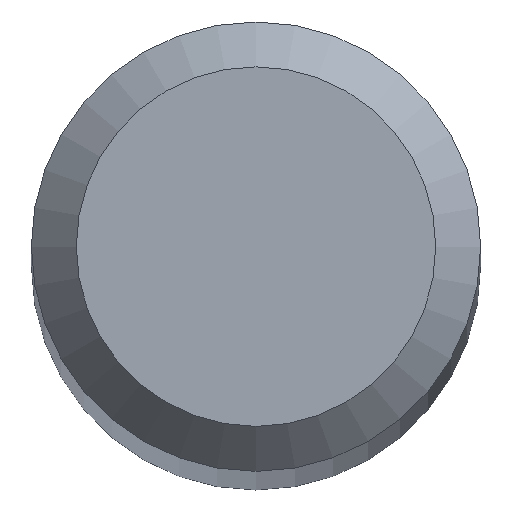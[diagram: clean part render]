
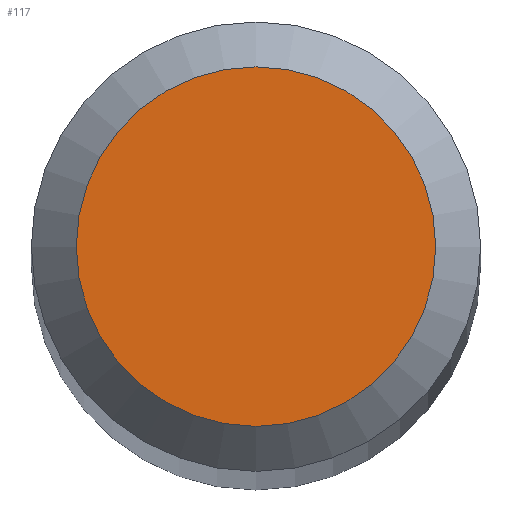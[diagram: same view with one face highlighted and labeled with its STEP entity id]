
A CAD part, top view. The second image highlights one B-rep face of the part: STEP entity #117.
In plain terms, the highlighted planar face has unit normal (0, 0, 1).
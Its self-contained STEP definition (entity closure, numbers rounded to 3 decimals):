
#15 = EDGE_CURVE ( 'NONE', #61, #61, #227, .T. ) ;
#26 = DIRECTION ( 'NONE',  ( 0., 1., 0. ) ) ;
#29 = CARTESIAN_POINT ( 'NONE',  ( 0., 0., 30. ) ) ;
#41 = AXIS2_PLACEMENT_3D ( 'NONE', #112, #185, #26 ) ;
#61 = VERTEX_POINT ( 'NONE', #183 ) ;
#64 = ORIENTED_EDGE ( 'NONE', *, *, #15, .F. ) ;
#98 = DIRECTION ( 'NONE',  ( 0., 0., -1. ) ) ;
#108 = PLANE ( 'NONE',  #41 ) ;
#112 = CARTESIAN_POINT ( 'NONE',  ( 0., 0., 30. ) ) ;
#117 = ADVANCED_FACE ( 'NONE', ( #201 ), #108, .F. ) ;
#169 = DIRECTION ( 'NONE',  ( 0., 1., 0. ) ) ;
#183 = CARTESIAN_POINT ( 'NONE',  ( 0., 0.4, 30. ) ) ;
#185 = DIRECTION ( 'NONE',  ( 0., 0., -1. ) ) ;
#201 = FACE_OUTER_BOUND ( 'NONE', #233, .T. ) ;
#227 = CIRCLE ( 'NONE', #230, 0.4 ) ;
#230 = AXIS2_PLACEMENT_3D ( 'NONE', #29, #98, #169 ) ;
#233 = EDGE_LOOP ( 'NONE', ( #64 ) ) ;
